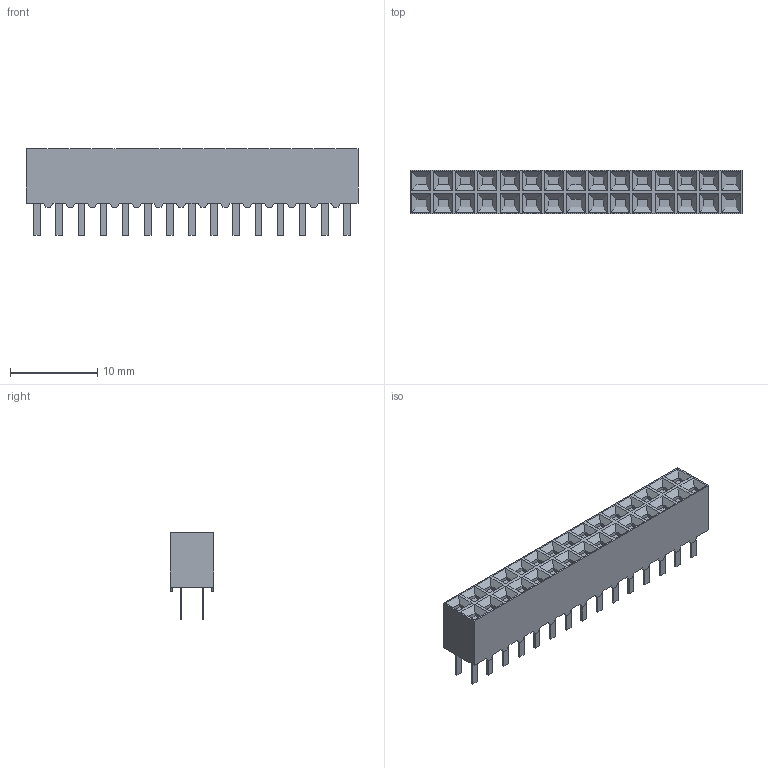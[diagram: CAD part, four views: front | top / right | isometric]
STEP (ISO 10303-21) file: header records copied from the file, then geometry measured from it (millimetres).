
FILE_DESCRIPTION((''),'2;1');
FILE_NAME('C-1-534998-5','2011-07-19T',('workeradm'),(''),'PRO/ENGINEER BY PARAMETRIC TECHNOLOGY CORPORATION, 2010430','PRO/ENGINEER BY PARAMETRIC TECHNOLOGY CORPORATION, 2010430','');
FILE_SCHEMA(('AUTOMOTIVE_DESIGN { 1 0 10303 214 1 1 1 1 }'));
Length unit declared in the file: millimetre
Products named in the file (1): C-1-534998-5
Bounding box: 38.1 x 5.03 x 9.91 mm (x, y, z)
Volume: 1148 mm3; surface area: 1265.6 mm2
Topology: 1 solids, 1 shells, 538 faces, 1308 edges, 832 vertices
Faces by surface type: plane 538
Entity records: 15453 total; most frequent: CARTESIAN_POINT 2680, ORIENTED_EDGE 2616, DIRECTION 2384, VECTOR 1308, LINE 1308, EDGE_CURVE 1308, VERTEX_POINT 832, EDGE_LOOP 598
